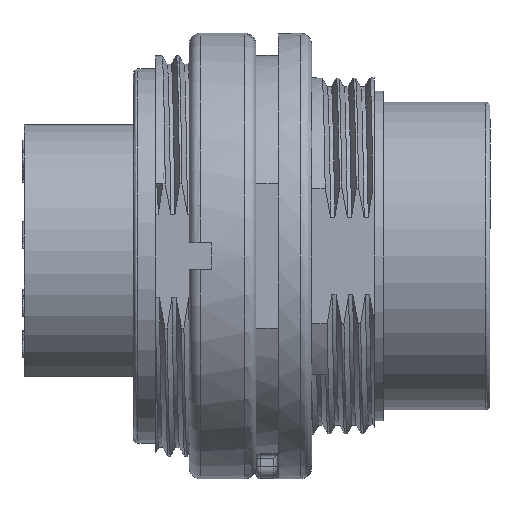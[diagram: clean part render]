
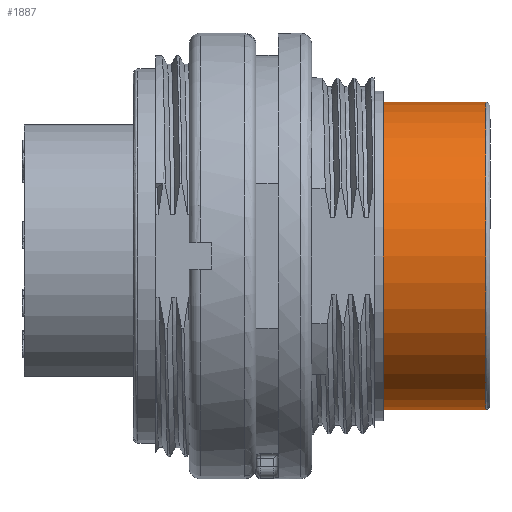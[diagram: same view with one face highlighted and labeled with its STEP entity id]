
A CAD part, front view. The second image highlights one B-rep face of the part: STEP entity #1887.
In plain terms, the highlighted cylindrical face has radius 6.9 mm (diameter 13.8 mm), a full revolution.
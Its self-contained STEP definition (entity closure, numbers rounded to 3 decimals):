
#1216=FACE_BOUND('',#2735,.T.);
#1217=FACE_BOUND('',#2736,.T.);
#1759=CYLINDRICAL_SURFACE('',#7868,6.9);
#1887=ADVANCED_FACE('',(#1216,#1217),#1759,.T.);
#2735=EDGE_LOOP('',(#4438));
#2736=EDGE_LOOP('',(#4439));
#4438=ORIENTED_EDGE('',*,*,#6946,.F.);
#4439=ORIENTED_EDGE('',*,*,#6947,.T.);
#6212=VERTEX_POINT('',#12513);
#6213=VERTEX_POINT('',#12516);
#6946=EDGE_CURVE('',#6212,#6212,#7639,.T.);
#6947=EDGE_CURVE('',#6213,#6213,#7640,.T.);
#7639=CIRCLE('',#7865,6.9);
#7640=CIRCLE('',#7867,6.9);
#7865=AXIS2_PLACEMENT_3D('',#12512,#8549,#8550);
#7867=AXIS2_PLACEMENT_3D('',#12515,#8553,#8554);
#7868=AXIS2_PLACEMENT_3D('',#12517,#8555,#8556);
#8549=DIRECTION('',(-1.,0.,0.));
#8550=DIRECTION('',(0.,0.,-1.));
#8553=DIRECTION('',(-1.,0.,0.));
#8554=DIRECTION('',(0.,0.,-1.));
#8555=DIRECTION('',(-1.,0.,0.));
#8556=DIRECTION('',(0.,0.,-1.));
#12512=CARTESIAN_POINT('',(-11.4,0.,0.));
#12513=CARTESIAN_POINT('',(-11.4,0.,-6.9));
#12515=CARTESIAN_POINT('',(-6.8,0.,0.));
#12516=CARTESIAN_POINT('',(-6.8,0.,-6.9));
#12517=CARTESIAN_POINT('',(-6.8,0.,0.));
